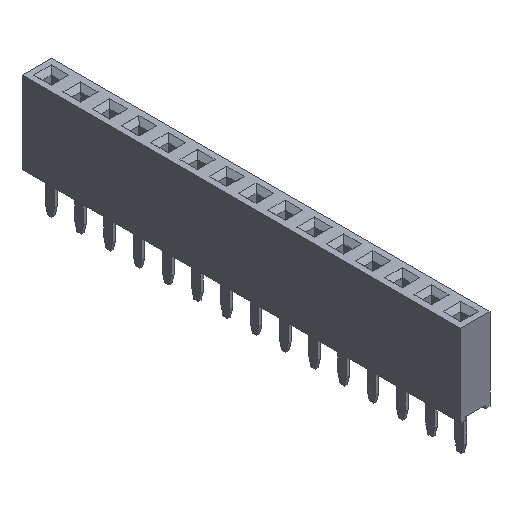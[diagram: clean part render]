
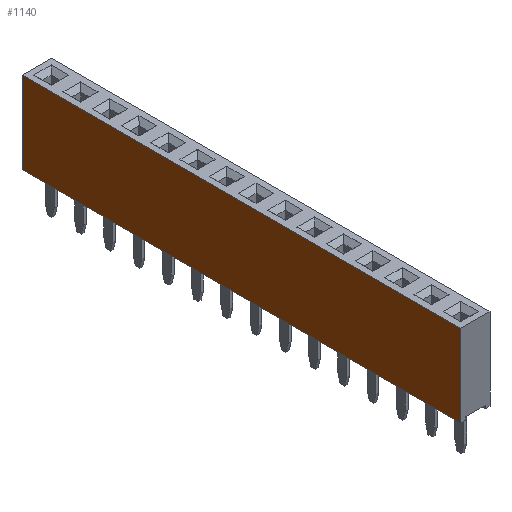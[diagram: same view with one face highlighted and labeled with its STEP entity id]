
A CAD part, isometric view. The second image highlights one B-rep face of the part: STEP entity #1140.
In plain terms, the highlighted planar face has unit normal (-1, 0, 0).
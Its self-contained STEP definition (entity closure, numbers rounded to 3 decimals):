
#12=DIRECTION('',(0.,0.,1.));
#26=VECTOR('',#12,1.);
#50=VERTEX_POINT('',#51);
#51=CARTESIAN_POINT('',(-1.,-29.,0.));
#56=DIRECTION('',(1.,0.,0.));
#58=EDGE_CURVE('',#50,#59,#61,.T.);
#59=VERTEX_POINT('',#60);
#60=CARTESIAN_POINT('',(-1.,-29.,5.6));
#61=LINE('',#51,#26);
#97=VERTEX_POINT('',#98);
#98=CARTESIAN_POINT('',(-1.,1.,5.6));
#101=EDGE_CURVE('',#102,#97,#104,.T.);
#102=VERTEX_POINT('',#103);
#103=CARTESIAN_POINT('',(-1.,1.,0.));
#104=LINE('',#103,#26);
#124=DIRECTION('',(0.,-1.,0.));
#140=EDGE_CURVE('',#97,#59,#141,.T.);
#141=LINE('',#98,#142);
#142=VECTOR('',#124,1.);
#482=ORIENTED_EDGE('',*,*,#483,.F.);
#483=EDGE_CURVE('',#102,#50,#484,.T.);
#484=LINE('',#103,#142);
#1140=ADVANCED_FACE('',(#1141),#1146,.F.);
#1141=FACE_BOUND('',#1142,.F.);
#1142=EDGE_LOOP('',(#1143,#1144,#1145,#482));
#1143=ORIENTED_EDGE('',*,*,#101,.T.);
#1144=ORIENTED_EDGE('',*,*,#140,.T.);
#1145=ORIENTED_EDGE('',*,*,#58,.F.);
#1146=PLANE('',#1147);
#1147=AXIS2_PLACEMENT_3D('',#103,#56,#124);
